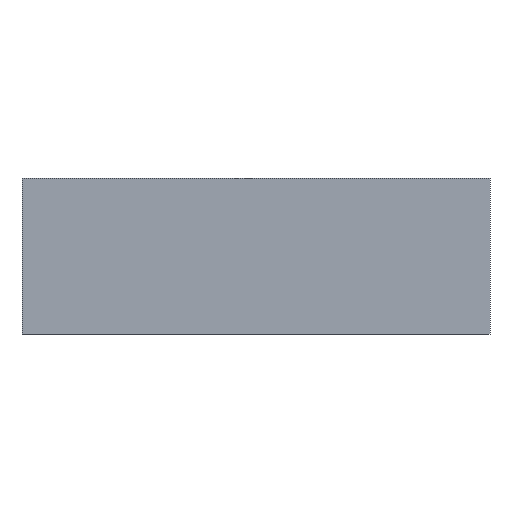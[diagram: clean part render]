
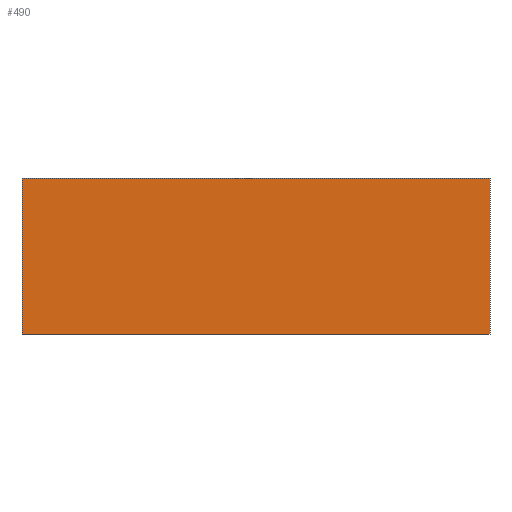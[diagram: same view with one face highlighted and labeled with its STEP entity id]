
A CAD part, left-side view. The second image highlights one B-rep face of the part: STEP entity #490.
In plain terms, the highlighted planar face has unit normal (-1, 0, 0).
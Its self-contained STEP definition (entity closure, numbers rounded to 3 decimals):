
#30 = DIRECTION ( 'NONE',  ( 0., -1., 0. ) ) ;
#40 = CARTESIAN_POINT ( 'NONE',  ( 0., 0., 2. ) ) ;
#90 = DIRECTION ( 'NONE',  ( 0., 0., -1. ) ) ;
#91 = DIRECTION ( 'NONE',  ( 1., 0., 0. ) ) ;
#95 = PLANE ( 'NONE',  #681 ) ;
#97 = CARTESIAN_POINT ( 'NONE',  ( 0., 0., 2. ) ) ;
#116 = CARTESIAN_POINT ( 'NONE',  ( 0., 0., 0. ) ) ;
#133 = CARTESIAN_POINT ( 'NONE',  ( 0., 0., 2. ) ) ;
#141 = CARTESIAN_POINT ( 'NONE',  ( 0., 6., 2. ) ) ;
#146 = DIRECTION ( 'NONE',  ( 0., 0., -1. ) ) ;
#149 = CARTESIAN_POINT ( 'NONE',  ( 0., 6., 0. ) ) ;
#179 = CARTESIAN_POINT ( 'NONE',  ( 0., 6., 2. ) ) ;
#182 = DIRECTION ( 'NONE',  ( 0., -1., 0. ) ) ;
#267 = CARTESIAN_POINT ( 'NONE',  ( 0., 0., 2. ) ) ;
#307 = DIRECTION ( 'NONE',  ( 0., 0., -1. ) ) ;
#330 = CARTESIAN_POINT ( 'NONE',  ( 0., 0., 0. ) ) ;
#402 = LINE ( 'NONE', #40, #403 ) ;
#403 = VECTOR ( 'NONE', #307, 1000. ) ;
#410 = VECTOR ( 'NONE', #30, 1000. ) ;
#414 = LINE ( 'NONE', #267, #410 ) ;
#489 = VECTOR ( 'NONE', #146, 1000. ) ;
#490 = ADVANCED_FACE ( 'NONE', ( #525 ), #95, .F. ) ;
#493 = LINE ( 'NONE', #141, #489 ) ;
#500 = VECTOR ( 'NONE', #182, 1000. ) ;
#507 = LINE ( 'NONE', #116, #500 ) ;
#525 = FACE_OUTER_BOUND ( 'NONE', #680, .T. ) ;
#680 = EDGE_LOOP ( 'NONE', ( #913, #912, #910, #911 ) ) ;
#681 = AXIS2_PLACEMENT_3D ( 'NONE', #97, #91, #90 ) ;
#692 = EDGE_CURVE ( 'NONE', #756, #1030, #402, .T. ) ;
#734 = EDGE_CURVE ( 'NONE', #791, #1030, #507, .T. ) ;
#756 = VERTEX_POINT ( 'NONE', #133 ) ;
#767 = EDGE_CURVE ( 'NONE', #849, #791, #493, .T. ) ;
#791 = VERTEX_POINT ( 'NONE', #149 ) ;
#849 = VERTEX_POINT ( 'NONE', #179 ) ;
#910 = ORIENTED_EDGE ( 'NONE', *, *, #960, .F. ) ;
#911 = ORIENTED_EDGE ( 'NONE', *, *, #767, .T. ) ;
#912 = ORIENTED_EDGE ( 'NONE', *, *, #692, .F. ) ;
#913 = ORIENTED_EDGE ( 'NONE', *, *, #734, .T. ) ;
#960 = EDGE_CURVE ( 'NONE', #849, #756, #414, .T. ) ;
#1030 = VERTEX_POINT ( 'NONE', #330 ) ;
